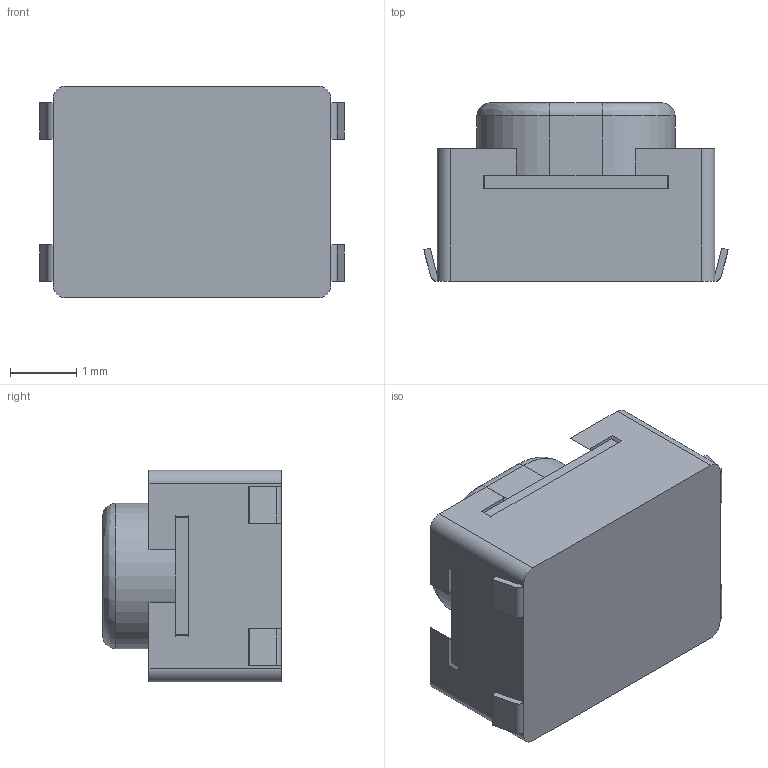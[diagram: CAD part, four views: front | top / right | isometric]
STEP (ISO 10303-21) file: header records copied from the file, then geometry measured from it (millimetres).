
FILE_DESCRIPTION(('CAx-IF Rec.Pracs.---Model Styling and Organization---1.5---2016-08-15','CAx-IF Rec.Pracs.---Geometric and Assembly Validation Properties---4.4---2016-08-17','CAx-IF Rec.Pracs.---User Defined Attributes---1.5---2016-08-15','CAx-IF Rec.Pracs.---External References---2.1---2005-01-19'),'2;1');
FILE_NAME('3327653.step','2025-03-31T20:42:27',('Unspecified'),('Unspecified'),'CAD Exchanger 3.10.2 (cadexchanger.com)','Unspecified','');
FILE_SCHEMA(('AUTOMOTIVE_DESIGN { 1 0 10303 214 1 1 1 1 }'));
Length unit declared in the file: millimetre
Products named in the file (1): PTS810SJK250SMTR LFS
Bounding box: 4.6 x 2.7 x 3.2 mm (x, y, z)
Volume: 28.4 mm3; surface area: 98.6 mm2
Topology: 7 solids, 7 shells, 78 faces, 188 edges, 124 vertices
Faces by surface type: plane 62, cylinder 14, bspline 2
Entity records: 2329 total; most frequent: CARTESIAN_POINT 427, ORIENTED_EDGE 376, DIRECTION 368, EDGE_CURVE 188, LINE 158, VECTOR 158, VERTEX_POINT 124, AXIS2_PLACEMENT_3D 105
